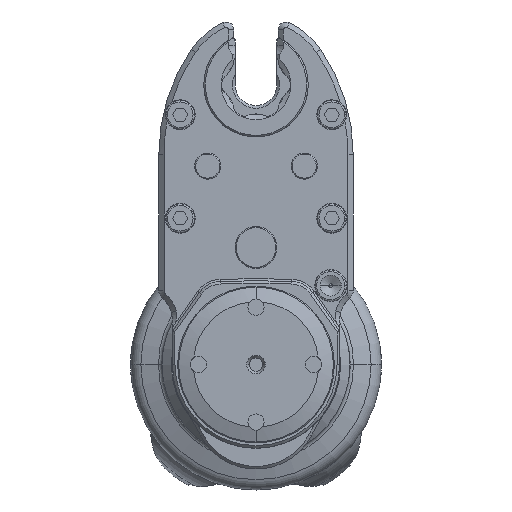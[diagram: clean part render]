
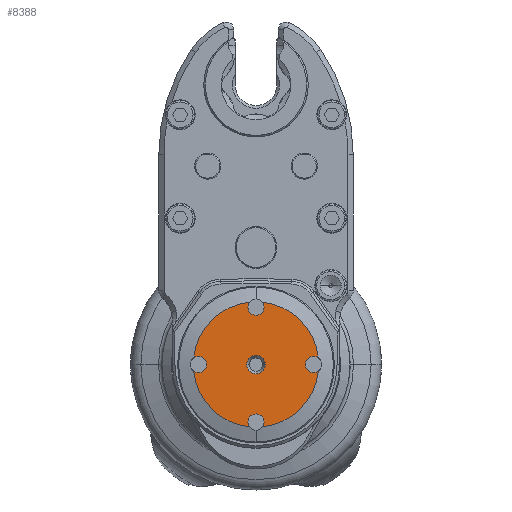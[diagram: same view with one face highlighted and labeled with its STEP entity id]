
A CAD part, front view. The second image highlights one B-rep face of the part: STEP entity #8388.
In plain terms, the highlighted planar face has unit normal (0, -1, 0).
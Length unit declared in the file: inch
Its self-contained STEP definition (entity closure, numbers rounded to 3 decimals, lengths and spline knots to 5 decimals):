
#2919=CARTESIAN_POINT('',(0.,-0.34252,-1.67512));
#2920=DIRECTION('',(0.,-1.,0.));
#2921=DIRECTION('',(1.,0.,0.));
#2922=AXIS2_PLACEMENT_3D('',#2919,#2920,#2921);
#2924=CARTESIAN_POINT('',(0.,-0.34252,-2.10819));
#2925=DIRECTION('',(0.,1.,0.));
#2926=DIRECTION('',(0.103,0.,0.995));
#2927=AXIS2_PLACEMENT_3D('',#2924,#2925,#2926);
#2929=CARTESIAN_POINT('',(0.43307,-0.34252,
-2.10819));
#2930=DIRECTION('',(0.,-1.,0.));
#2931=DIRECTION('',(0.604,0.,0.797));
#2932=AXIS2_PLACEMENT_3D('',#2929,#2930,#2931);
#2934=CARTESIAN_POINT('',(0.43307,-0.34252,
-2.10819));
#2935=DIRECTION('',(0.,-1.,0.));
#2936=DIRECTION('',(0.,0.,1.));
#2937=AXIS2_PLACEMENT_3D('',#2934,#2935,#2936);
#2939=CARTESIAN_POINT('',(0.43307,-0.34252,
-2.10819));
#2940=DIRECTION('',(0.,-1.,0.));
#2941=DIRECTION('',(0.,0.,-1.));
#2942=AXIS2_PLACEMENT_3D('',#2939,#2940,#2941);
#2944=CARTESIAN_POINT('',(0.,-0.34252,-2.10819));
#2945=DIRECTION('',(0.,1.,0.));
#2946=DIRECTION('',(0.995,0.,-0.103));
#2947=AXIS2_PLACEMENT_3D('',#2944,#2945,#2946);
#2949=CARTESIAN_POINT('',(0.,-0.34252,-2.54126));
#2950=DIRECTION('',(0.,-1.,0.));
#2951=DIRECTION('',(0.797,0.,-0.604));
#2952=AXIS2_PLACEMENT_3D('',#2949,#2950,#2951);
#2954=CARTESIAN_POINT('',(0.,-0.34252,-2.54126));
#2955=DIRECTION('',(0.,-1.,0.));
#2956=DIRECTION('',(1.,0.,0.));
#2957=AXIS2_PLACEMENT_3D('',#2954,#2955,#2956);
#2959=CARTESIAN_POINT('',(0.,-0.34252,-2.54126));
#2960=DIRECTION('',(0.,-1.,0.));
#2961=DIRECTION('',(-1.,0.,0.));
#2962=AXIS2_PLACEMENT_3D('',#2959,#2960,#2961);
#2964=CARTESIAN_POINT('',(0.,-0.34252,-2.10819));
#2965=DIRECTION('',(0.,-1.,0.));
#2966=DIRECTION('',(-0.995,0.,-0.103));
#2967=AXIS2_PLACEMENT_3D('',#2964,#2965,#2966);
#2969=CARTESIAN_POINT('',(-0.43307,-0.34252,
-2.10819));
#2970=DIRECTION('',(0.,-1.,0.));
#2971=DIRECTION('',(-0.604,0.,-0.797));
#2972=AXIS2_PLACEMENT_3D('',#2969,#2970,#2971);
#2974=CARTESIAN_POINT('',(-0.43307,-0.34252,
-2.10819));
#2975=DIRECTION('',(0.,-1.,0.));
#2976=DIRECTION('',(0.,0.,-1.));
#2977=AXIS2_PLACEMENT_3D('',#2974,#2975,#2976);
#2979=CARTESIAN_POINT('',(-0.43307,-0.34252,
-2.10819));
#2980=DIRECTION('',(0.,-1.,0.));
#2981=DIRECTION('',(0.,0.,1.));
#2982=AXIS2_PLACEMENT_3D('',#2979,#2980,#2981);
#2984=CARTESIAN_POINT('',(0.,-0.34252,-2.10819));
#2985=DIRECTION('',(0.,-1.,0.));
#2986=DIRECTION('',(-0.103,0.,0.995));
#2987=AXIS2_PLACEMENT_3D('',#2984,#2985,#2986);
#2989=CARTESIAN_POINT('',(0.,-0.34252,-1.67512));
#2990=DIRECTION('',(0.,-1.,0.));
#2991=DIRECTION('',(-0.797,0.,0.604));
#2992=AXIS2_PLACEMENT_3D('',#2989,#2990,#2991);
#2994=CARTESIAN_POINT('',(0.,-0.34252,-1.67512));
#2995=DIRECTION('',(0.,-1.,0.));
#2996=DIRECTION('',(-1.,0.,0.));
#2997=AXIS2_PLACEMENT_3D('',#2994,#2995,#2996);
#2999=CARTESIAN_POINT('',(0.,-0.34252,-2.10819));
#3000=DIRECTION('',(0.,-1.,0.));
#3001=DIRECTION('',(-1.,0.,0.));
#3002=AXIS2_PLACEMENT_3D('',#2999,#3000,#3001);
#3004=CARTESIAN_POINT('',(0.,-0.34252,-2.10819));
#3005=DIRECTION('',(0.,-1.,0.));
#3006=DIRECTION('',(1.,0.,0.));
#3007=AXIS2_PLACEMENT_3D('',#3004,#3005,#3006);
#4803=CARTESIAN_POINT('',(0.43307,-0.34252,
-2.16921));
#4804=CARTESIAN_POINT('',(0.46993,-0.34252,
-2.15682));
#4805=VERTEX_POINT('',#4803);
#4806=VERTEX_POINT('',#4804);
#4807=CARTESIAN_POINT('',(0.46993,-0.34252,
-2.05956));
#4808=CARTESIAN_POINT('',(0.43307,-0.34252,
-2.04717));
#4809=VERTEX_POINT('',#4807);
#4810=VERTEX_POINT('',#4808);
#4811=CARTESIAN_POINT('',(-0.43307,-0.34252,
-2.16921));
#4812=CARTESIAN_POINT('',(-0.43307,-0.34252,
-2.04717));
#4813=VERTEX_POINT('',#4811);
#4814=VERTEX_POINT('',#4812);
#4815=CARTESIAN_POINT('',(-0.46993,-0.34252,
-2.05956));
#4816=VERTEX_POINT('',#4815);
#4817=CARTESIAN_POINT('',(-0.46993,-0.34252,
-2.15682));
#4818=VERTEX_POINT('',#4817);
#4827=CARTESIAN_POINT('',(-0.0689,-0.34252,
-2.10819));
#4828=CARTESIAN_POINT('',(0.0689,-0.34252,
-2.10819));
#4829=VERTEX_POINT('',#4827);
#4830=VERTEX_POINT('',#4828);
#4839=CARTESIAN_POINT('',(0.06102,-0.34252,
-1.67512));
#4840=CARTESIAN_POINT('',(0.04863,-0.34252,
-1.63826));
#4841=VERTEX_POINT('',#4839);
#4842=VERTEX_POINT('',#4840);
#4843=CARTESIAN_POINT('',(-0.04863,-0.34252,
-1.63826));
#4844=CARTESIAN_POINT('',(-0.06102,-0.34252,
-1.67512));
#4845=VERTEX_POINT('',#4843);
#4846=VERTEX_POINT('',#4844);
#4847=CARTESIAN_POINT('',(0.06102,-0.34252,
-2.54126));
#4848=CARTESIAN_POINT('',(-0.06102,-0.34252,
-2.54126));
#4849=VERTEX_POINT('',#4847);
#4850=VERTEX_POINT('',#4848);
#4851=CARTESIAN_POINT('',(-0.04863,-0.34252,
-2.57812));
#4852=VERTEX_POINT('',#4851);
#4853=CARTESIAN_POINT('',(0.04863,-0.34252,
-2.57812));
#4854=VERTEX_POINT('',#4853);
#8349=CARTESIAN_POINT('',(0.,-0.34252,-2.10819));
#8350=DIRECTION('',(0.,-1.,0.));
#8351=DIRECTION('',(0.,0.,1.));
#8352=AXIS2_PLACEMENT_3D('',#8349,#8350,#8351);
#8353=PLANE('',#8352);
#8355=ORIENTED_EDGE('',*,*,#8354,.T.);
#8356=ORIENTED_EDGE('',*,*,#8321,.T.);
#8358=ORIENTED_EDGE('',*,*,#8357,.T.);
#8360=ORIENTED_EDGE('',*,*,#8359,.T.);
#8362=ORIENTED_EDGE('',*,*,#8361,.T.);
#8363=ORIENTED_EDGE('',*,*,#8317,.T.);
#8364=ORIENTED_EDGE('',*,*,#8342,.T.);
#8366=ORIENTED_EDGE('',*,*,#8365,.T.);
#8367=ORIENTED_EDGE('',*,*,#8334,.T.);
#8368=ORIENTED_EDGE('',*,*,#8299,.F.);
#8370=ORIENTED_EDGE('',*,*,#8369,.T.);
#8372=ORIENTED_EDGE('',*,*,#8371,.T.);
#8374=ORIENTED_EDGE('',*,*,#8373,.T.);
#8375=ORIENTED_EDGE('',*,*,#8295,.F.);
#8377=ORIENTED_EDGE('',*,*,#8376,.T.);
#8379=ORIENTED_EDGE('',*,*,#8378,.T.);
#8380=EDGE_LOOP('',(#8355,#8356,#8358,#8360,#8362,#8363,#8364,#8366,#8367,#8368,
#8370,#8372,#8374,#8375,#8377,#8379));
#8381=FACE_OUTER_BOUND('',#8380,.F.);
#8383=ORIENTED_EDGE('',*,*,#8382,.T.);
#8385=ORIENTED_EDGE('',*,*,#8384,.T.);
#8386=EDGE_LOOP('',(#8383,#8385));
#8387=FACE_BOUND('',#8386,.F.);
#8388=ADVANCED_FACE('',(#8381,#8387),#8353,.T.);
#2923=CIRCLE('',#2922,0.06102);
#2928=CIRCLE('',#2927,0.47244);
#2933=CIRCLE('',#2932,0.06102);
#2938=CIRCLE('',#2937,0.06102);
#2943=CIRCLE('',#2942,0.06102);
#2948=CIRCLE('',#2947,0.47244);
#2953=CIRCLE('',#2952,0.06102);
#2958=CIRCLE('',#2957,0.06102);
#2963=CIRCLE('',#2962,0.06102);
#2968=CIRCLE('',#2967,0.47244);
#2973=CIRCLE('',#2972,0.06102);
#2978=CIRCLE('',#2977,0.06102);
#2983=CIRCLE('',#2982,0.06102);
#2988=CIRCLE('',#2987,0.47244);
#2993=CIRCLE('',#2992,0.06102);
#2998=CIRCLE('',#2997,0.06102);
#3003=CIRCLE('',#3002,0.0689);
#3008=CIRCLE('',#3007,0.0689);
#8295=EDGE_CURVE('',#4845,#4816,#2988,.T.);
#8299=EDGE_CURVE('',#4818,#4852,#2968,.T.);
#8317=EDGE_CURVE('',#4806,#4854,#2948,.T.);
#8321=EDGE_CURVE('',#4842,#4809,#2928,.T.);
#8334=EDGE_CURVE('',#4850,#4852,#2963,.T.);
#8342=EDGE_CURVE('',#4854,#4849,#2953,.T.);
#8354=EDGE_CURVE('',#4841,#4842,#2923,.T.);
#8357=EDGE_CURVE('',#4809,#4810,#2933,.T.);
#8359=EDGE_CURVE('',#4810,#4805,#2938,.T.);
#8361=EDGE_CURVE('',#4805,#4806,#2943,.T.);
#8365=EDGE_CURVE('',#4849,#4850,#2958,.T.);
#8369=EDGE_CURVE('',#4818,#4813,#2973,.T.);
#8371=EDGE_CURVE('',#4813,#4814,#2978,.T.);
#8373=EDGE_CURVE('',#4814,#4816,#2983,.T.);
#8376=EDGE_CURVE('',#4845,#4846,#2993,.T.);
#8378=EDGE_CURVE('',#4846,#4841,#2998,.T.);
#8382=EDGE_CURVE('',#4829,#4830,#3003,.T.);
#8384=EDGE_CURVE('',#4830,#4829,#3008,.T.);
